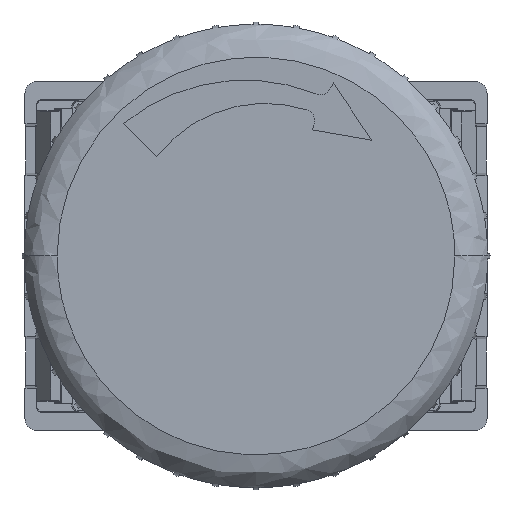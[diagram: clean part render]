
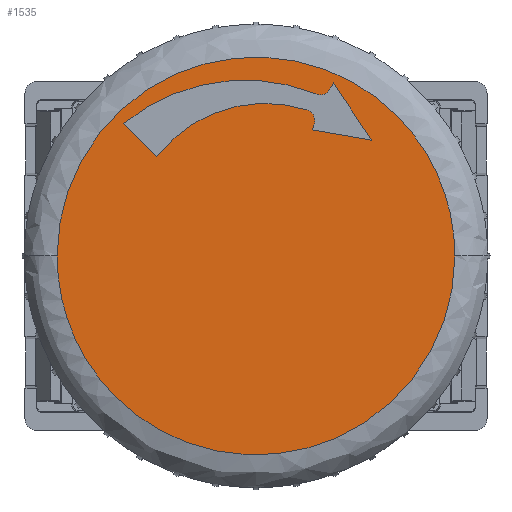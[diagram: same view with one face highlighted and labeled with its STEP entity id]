
A CAD part, front view. The second image highlights one B-rep face of the part: STEP entity #1535.
In plain terms, the highlighted planar face has unit normal (0, -1, 0).
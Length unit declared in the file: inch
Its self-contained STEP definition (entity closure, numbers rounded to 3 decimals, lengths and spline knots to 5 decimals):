
#376 = FACE_OUTER_BOUND ( 'NONE', #35267, .T. ) ;
#399 = AXIS2_PLACEMENT_3D ( 'NONE', #16957, #37834, #20913 ) ;
#505 = VECTOR ( 'NONE', #8247, 39.37008 ) ;
#1084 = CARTESIAN_POINT ( 'NONE',  ( 0.38986, -1.71884, 0.40187 ) ) ;
#1535 = ADVANCED_FACE ( 'NONE', ( #24025, #376 ), #5500, .F. ) ;
#1665 = ORIENTED_EDGE ( 'NONE', *, *, #11834, .F. ) ;
#1945 = DIRECTION ( 'NONE',  ( 0., 0., -1. ) ) ;
#2045 = ORIENTED_EDGE ( 'NONE', *, *, #7488, .F. ) ;
#3233 = DIRECTION ( 'NONE',  ( -0.56, 0., 0.829 ) ) ;
#3366 = VERTEX_POINT ( 'NONE', #21001 ) ;
#3424 = VERTEX_POINT ( 'NONE', #33454 ) ;
#3451 = EDGE_CURVE ( 'NONE', #40775, #53853, #53345, .T. ) ;
#3500 = CARTESIAN_POINT ( 'NONE',  ( 0.18908, -1.71884, 0.43653 ) ) ;
#4193 = CARTESIAN_POINT ( 'NONE',  ( 0.15931, -1.71884, 0.46647 ) ) ;
#4572 = CARTESIAN_POINT ( 'NONE',  ( -0.66917, -1.71884, 0.01213 ) ) ;
#5500 = PLANE ( 'NONE',  #33289 ) ;
#6125 = DIRECTION ( 'NONE',  ( 0., 1., 0. ) ) ;
#7448 = VECTOR ( 'NONE', #19286, 39.37008 ) ;
#7488 = EDGE_CURVE ( 'NONE', #43938, #3366, #29856, .T. ) ;
#7651 = CIRCLE ( 'NONE', #399, 0.64173 ) ;
#7847 = DIRECTION ( 'NONE',  ( 0., 1., 0. ) ) ;
#8247 = DIRECTION ( 'NONE',  ( -0.407, 0., -0.914 ) ) ;
#8961 = CARTESIAN_POINT ( 'NONE',  ( -0.66917, -1.71884, 1.35071 ) ) ;
#9725 = CARTESIAN_POINT ( 'NONE',  ( 0.03105, -1.71884, 0.0652 ) ) ;
#10203 = CARTESIAN_POINT ( 'NONE',  ( 0.18908, -1.71884, 0.43653 ) ) ;
#10377 = ORIENTED_EDGE ( 'NONE', *, *, #11406, .F. ) ;
#11025 = AXIS2_PLACEMENT_3D ( 'NONE', #48600, #6125, #1945 ) ;
#11406 = EDGE_CURVE ( 'NONE', #40905, #40775, #47498, .T. ) ;
#11607 = ORIENTED_EDGE ( 'NONE', *, *, #53456, .F. ) ;
#11834 = EDGE_CURVE ( 'NONE', #3424, #28039, #37931, .T. ) ;
#13324 = CARTESIAN_POINT ( 'NONE',  ( 0.66941, -1.71884, 1.35071 ) ) ;
#13360 = DIRECTION ( 'NONE',  ( 0., 0., -1. ) ) ;
#13412 = EDGE_LOOP ( 'NONE', ( #40872, #55888, #27263, #10377, #11607, #15699, #2045, #38168, #34138, #1665 ) ) ;
#13839 = EDGE_CURVE ( 'NONE', #3366, #54665, #32696, .T. ) ;
#14093 = DIRECTION ( 'NONE',  ( 0., 1., 0. ) ) ;
#15699 = ORIENTED_EDGE ( 'NONE', *, *, #13839, .F. ) ;
#16062 =( BOUNDED_CURVE ( )  B_SPLINE_CURVE ( 3, ( #4572, #8961, #13324, #17663 ),
 .UNSPECIFIED., .F., .F. ) 
 B_SPLINE_CURVE_WITH_KNOTS ( ( 4, 4 ),
 ( 0.5, 1. ),
 .UNSPECIFIED. ) 
 CURVE ( )  GEOMETRIC_REPRESENTATION_ITEM ( )  RATIONAL_B_SPLINE_CURVE ( ( 1., 0.333, 0.333, 1. ) ) 
 REPRESENTATION_ITEM ( '' )  );
#16957 = CARTESIAN_POINT ( 'NONE',  ( -0.03735, -1.71884, -0.03783 ) ) ;
#17663 = CARTESIAN_POINT ( 'NONE',  ( 0.66941, -1.71884, 0.01213 ) ) ;
#18092 =( BOUNDED_CURVE ( )  B_SPLINE_CURVE ( 3, ( #32425, #49780, #53929, #24122 ),
 .UNSPECIFIED., .F., .F. ) 
 B_SPLINE_CURVE_WITH_KNOTS ( ( 4, 4 ),
 ( 0., 0.5 ),
 .UNSPECIFIED. ) 
 CURVE ( )  GEOMETRIC_REPRESENTATION_ITEM ( )  RATIONAL_B_SPLINE_CURVE ( ( 1., 0.333, 0.333, 1. ) ) 
 REPRESENTATION_ITEM ( '' )  );
#18767 = DIRECTION ( 'NONE',  ( 0., 1., 0. ) ) ;
#19286 = DIRECTION ( 'NONE',  ( 0.707, 0., -0.707 ) ) ;
#19687 = EDGE_CURVE ( 'NONE', #36604, #43938, #34456, .T. ) ;
#20913 = DIRECTION ( 'NONE',  ( 0., 0., -1. ) ) ;
#21001 = CARTESIAN_POINT ( 'NONE',  ( 0.17129, -1.71884, 0.50397 ) ) ;
#21306 = DIRECTION ( 'NONE',  ( -0.407, 0., -0.914 ) ) ;
#21615 = EDGE_CURVE ( 'NONE', #45342, #36756, #16062, .T. ) ;
#23459 = DIRECTION ( 'NONE',  ( 0., 0., -1. ) ) ;
#24025 = FACE_BOUND ( 'NONE', #13412, .T. ) ;
#24122 = CARTESIAN_POINT ( 'NONE',  ( -0.66917, -1.71884, 0.01213 ) ) ;
#25199 = VERTEX_POINT ( 'NONE', #46938 ) ;
#25449 = ORIENTED_EDGE ( 'NONE', *, *, #26419, .F. ) ;
#26045 = CARTESIAN_POINT ( 'NONE',  ( -0.4453, -1.71884, 0.45755 ) ) ;
#26419 = EDGE_CURVE ( 'NONE', #36756, #45342, #18092, .T. ) ;
#27263 = ORIENTED_EDGE ( 'NONE', *, *, #3451, .F. ) ;
#28039 = VERTEX_POINT ( 'NONE', #32995 ) ;
#28066 = LINE ( 'NONE', #29222, #36092 ) ;
#28189 = EDGE_CURVE ( 'NONE', #53853, #25199, #55886, .T. ) ;
#29222 = CARTESIAN_POINT ( 'NONE',  ( 0.19527, -1.71884, 0.45045 ) ) ;
#29579 = CARTESIAN_POINT ( 'NONE',  ( 0.25953, -1.71884, 0.59478 ) ) ;
#29856 = CIRCLE ( 'NONE', #36814, 0.46063 ) ;
#30896 = EDGE_CURVE ( 'NONE', #28039, #36604, #7651, .T. ) ;
#31358 = VECTOR ( 'NONE', #40326, 39.37008 ) ;
#32425 = CARTESIAN_POINT ( 'NONE',  ( 0.66941, -1.71884, 0.01213 ) ) ;
#32624 = EDGE_CURVE ( 'NONE', #25199, #3424, #34211, .T. ) ;
#32696 = CIRCLE ( 'NONE', #34509, 0.03937 ) ;
#32748 = CARTESIAN_POINT ( 'NONE',  ( 0.19527, -1.71884, 0.45045 ) ) ;
#32760 = CARTESIAN_POINT ( 'NONE',  ( 0.25953, -1.71884, 0.59478 ) ) ;
#32995 = CARTESIAN_POINT ( 'NONE',  ( 0.20157, -1.71884, 0.55777 ) ) ;
#33289 = AXIS2_PLACEMENT_3D ( 'NONE', #40173, #35655, #48334 ) ;
#33291 = AXIS2_PLACEMENT_3D ( 'NONE', #36255, #18767, #23459 ) ;
#33454 = CARTESIAN_POINT ( 'NONE',  ( 0.21623, -1.71884, 0.55494 ) ) ;
#34138 = ORIENTED_EDGE ( 'NONE', *, *, #30896, .F. ) ;
#34211 = CIRCLE ( 'NONE', #11025, 0.03937 ) ;
#34456 = LINE ( 'NONE', #48881, #7448 ) ;
#34509 = AXIS2_PLACEMENT_3D ( 'NONE', #4193, #7847, #55550 ) ;
#35267 = EDGE_LOOP ( 'NONE', ( #47101, #25449 ) ) ;
#35655 = DIRECTION ( 'NONE',  ( 0., 1., 0. ) ) ;
#36092 = VECTOR ( 'NONE', #21306, 39.37008 ) ;
#36255 = CARTESIAN_POINT ( 'NONE',  ( 0.21623, -1.71884, 0.59431 ) ) ;
#36604 = VERTEX_POINT ( 'NONE', #26045 ) ;
#36756 = VERTEX_POINT ( 'NONE', #43678 ) ;
#36814 = AXIS2_PLACEMENT_3D ( 'NONE', #9725, #14093, #13360 ) ;
#37834 = DIRECTION ( 'NONE',  ( 0., -1., 0. ) ) ;
#37931 = CIRCLE ( 'NONE', #33291, 0.03937 ) ;
#38168 = ORIENTED_EDGE ( 'NONE', *, *, #19687, .F. ) ;
#40173 = CARTESIAN_POINT ( 'NONE',  ( -0.1463, -1.71884, -0.7616 ) ) ;
#40326 = DIRECTION ( 'NONE',  ( 0.985, 0., -0.17 ) ) ;
#40775 = VERTEX_POINT ( 'NONE', #1084 ) ;
#40872 = ORIENTED_EDGE ( 'NONE', *, *, #32624, .F. ) ;
#40905 = VERTEX_POINT ( 'NONE', #3500 ) ;
#42288 = CARTESIAN_POINT ( 'NONE',  ( 0.38986, -1.71884, 0.40187 ) ) ;
#43678 = CARTESIAN_POINT ( 'NONE',  ( 0.66941, -1.71884, 0.01213 ) ) ;
#43938 = VERTEX_POINT ( 'NONE', #45667 ) ;
#45342 = VERTEX_POINT ( 'NONE', #56058 ) ;
#45667 = CARTESIAN_POINT ( 'NONE',  ( -0.33395, -1.71884, 0.34619 ) ) ;
#46938 = CARTESIAN_POINT ( 'NONE',  ( 0.2522, -1.71884, 0.5783 ) ) ;
#47101 = ORIENTED_EDGE ( 'NONE', *, *, #21615, .F. ) ;
#47498 = LINE ( 'NONE', #10203, #31358 ) ;
#48334 = DIRECTION ( 'NONE',  ( 0., 0., 1. ) ) ;
#48600 = CARTESIAN_POINT ( 'NONE',  ( 0.21623, -1.71884, 0.59431 ) ) ;
#48881 = CARTESIAN_POINT ( 'NONE',  ( -0.4453, -1.71884, 0.45755 ) ) ;
#49780 = CARTESIAN_POINT ( 'NONE',  ( 0.66941, -1.71884, -1.32646 ) ) ;
#50660 = VECTOR ( 'NONE', #3233, 39.37008 ) ;
#53345 = LINE ( 'NONE', #42288, #50660 ) ;
#53456 = EDGE_CURVE ( 'NONE', #54665, #40905, #28066, .T. ) ;
#53853 = VERTEX_POINT ( 'NONE', #32760 ) ;
#53929 = CARTESIAN_POINT ( 'NONE',  ( -0.66917, -1.71884, -1.32646 ) ) ;
#54665 = VERTEX_POINT ( 'NONE', #32748 ) ;
#55550 = DIRECTION ( 'NONE',  ( 0., 0., -1. ) ) ;
#55886 = LINE ( 'NONE', #29579, #505 ) ;
#55888 = ORIENTED_EDGE ( 'NONE', *, *, #28189, .F. ) ;
#56058 = CARTESIAN_POINT ( 'NONE',  ( -0.66917, -1.71884, 0.01213 ) ) ;
